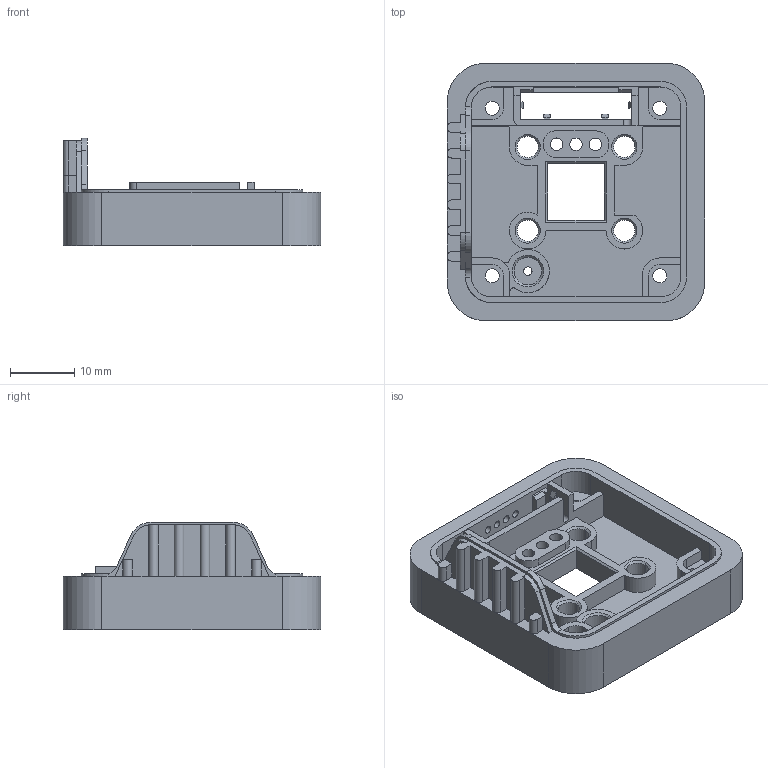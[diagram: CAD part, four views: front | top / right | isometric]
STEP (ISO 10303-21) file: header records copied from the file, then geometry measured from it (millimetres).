
FILE_DESCRIPTION((''),'2;1');
FILE_NAME('RECAMERA-SENSORCOVER-4040-1_36','2024-12-10T14:23:50',('29904'),(''),'CREO PARAMETRIC BY PTC INC, 2024063','CREO PARAMETRIC BY PTC INC, 2024063','');
FILE_SCHEMA(('CONFIG_CONTROL_DESIGN'));
Length unit declared in the file: millimetre
Products named in the file (1): RECAMERA-SENSORCOVER-4040-1_36
Bounding box: 40 x 40 x 16.7 mm (x, y, z)
Volume: 6259.5 mm3; surface area: 6846.3 mm2
Topology: 1 solids, 1 shells, 280 faces, 839 edges, 570 vertices
Faces by surface type: plane 139, cylinder 109, cone 32
Entity records: 9766 total; most frequent: CARTESIAN_POINT 1747, DIRECTION 1714, ORIENTED_EDGE 1678, EDGE_CURVE 839, AXIS2_PLACEMENT_3D 607, VERTEX_POINT 570, VECTOR 500, LINE 500
